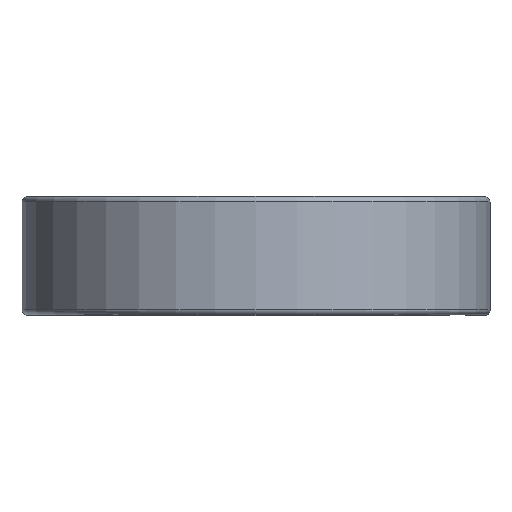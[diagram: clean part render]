
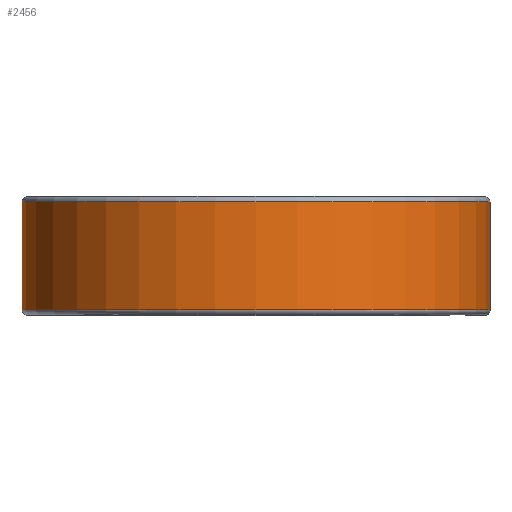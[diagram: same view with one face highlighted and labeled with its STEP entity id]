
A CAD part, top view. The second image highlights one B-rep face of the part: STEP entity #2456.
In plain terms, the highlighted cylindrical face has radius 34.557 mm (diameter 69.113 mm), a partial arc.
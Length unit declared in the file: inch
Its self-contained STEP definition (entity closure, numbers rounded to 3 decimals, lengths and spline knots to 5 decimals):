
#249 = ORIENTED_EDGE ( 'NONE', *, *, #1505, .T. ) ;
#269 = DIRECTION ( 'NONE',  ( 0., 0., -1. ) ) ;
#303 = ORIENTED_EDGE ( 'NONE', *, *, #999, .F. ) ;
#311 = FACE_OUTER_BOUND ( 'NONE', #1681, .T. ) ;
#375 = CARTESIAN_POINT ( 'NONE',  ( 0., -0.31375, 0. ) ) ;
#377 = CARTESIAN_POINT ( 'NONE',  ( 0., 0.31375, 0. ) ) ;
#422 = DIRECTION ( 'NONE',  ( 0., -1., 0. ) ) ;
#476 = AXIS2_PLACEMENT_3D ( 'NONE', #2186, #422, #269 ) ;
#531 = DIRECTION ( 'NONE',  ( 0., 0., -1. ) ) ;
#534 = DIRECTION ( 'NONE',  ( 0., 0., -1. ) ) ;
#545 = CARTESIAN_POINT ( 'NONE',  ( 1.3605, 0.31375, 0. ) ) ;
#551 = CARTESIAN_POINT ( 'NONE',  ( 1.3605, 0.31375, 0. ) ) ;
#741 = CARTESIAN_POINT ( 'NONE',  ( 0., 0.31375, -1.3605 ) ) ;
#999 = EDGE_CURVE ( 'NONE', #1365, #1825, #1705, .T. ) ;
#1139 = VECTOR ( 'NONE', #1726, 39.37008 ) ;
#1170 = CYLINDRICAL_SURFACE ( 'NONE', #476, 1.3605 ) ;
#1232 = LINE ( 'NONE', #545, #1139 ) ;
#1343 = DIRECTION ( 'NONE',  ( 0., 1., 0. ) ) ;
#1365 = VERTEX_POINT ( 'NONE', #2448 ) ;
#1485 = ORIENTED_EDGE ( 'NONE', *, *, #2371, .F. ) ;
#1505 = EDGE_CURVE ( 'NONE', #1365, #2314, #1232, .T. ) ;
#1527 = CIRCLE ( 'NONE', #2050, 1.3605 ) ;
#1681 = EDGE_LOOP ( 'NONE', ( #249, #1930, #1485, #303 ) ) ;
#1705 = CIRCLE ( 'NONE', #2310, 1.3605 ) ;
#1707 = DIRECTION ( 'NONE',  ( 0., -1., 0. ) ) ;
#1708 = DIRECTION ( 'NONE',  ( 0., -1., 0. ) ) ;
#1726 = DIRECTION ( 'NONE',  ( 0., 1., 0. ) ) ;
#1743 = CARTESIAN_POINT ( 'NONE',  ( 0., -0.31375, -1.3605 ) ) ;
#1825 = VERTEX_POINT ( 'NONE', #1743 ) ;
#1912 = VERTEX_POINT ( 'NONE', #741 ) ;
#1930 = ORIENTED_EDGE ( 'NONE', *, *, #2244, .T. ) ;
#2050 = AXIS2_PLACEMENT_3D ( 'NONE', #377, #1708, #534 ) ;
#2186 = CARTESIAN_POINT ( 'NONE',  ( 0., 0.3125, 0. ) ) ;
#2244 = EDGE_CURVE ( 'NONE', #2314, #1912, #1527, .T. ) ;
#2255 = LINE ( 'NONE', #2358, #2258 ) ;
#2258 = VECTOR ( 'NONE', #1343, 39.37008 ) ;
#2310 = AXIS2_PLACEMENT_3D ( 'NONE', #375, #1707, #531 ) ;
#2314 = VERTEX_POINT ( 'NONE', #551 ) ;
#2358 = CARTESIAN_POINT ( 'NONE',  ( 0., 0.31375, -1.3605 ) ) ;
#2371 = EDGE_CURVE ( 'NONE', #1825, #1912, #2255, .T. ) ;
#2448 = CARTESIAN_POINT ( 'NONE',  ( 1.3605, -0.31375, 0. ) ) ;
#2456 = ADVANCED_FACE ( 'NONE', ( #311 ), #1170, .T. ) ;
